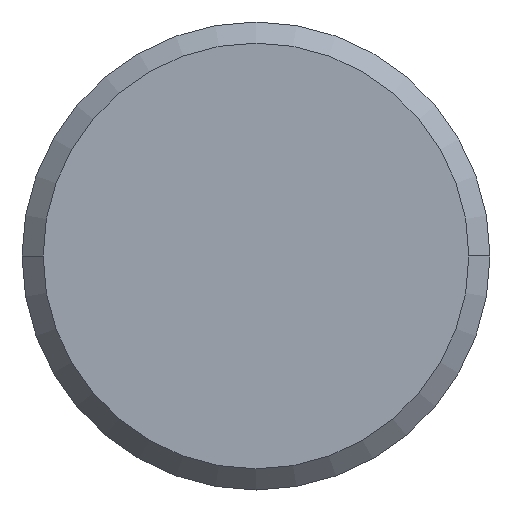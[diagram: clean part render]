
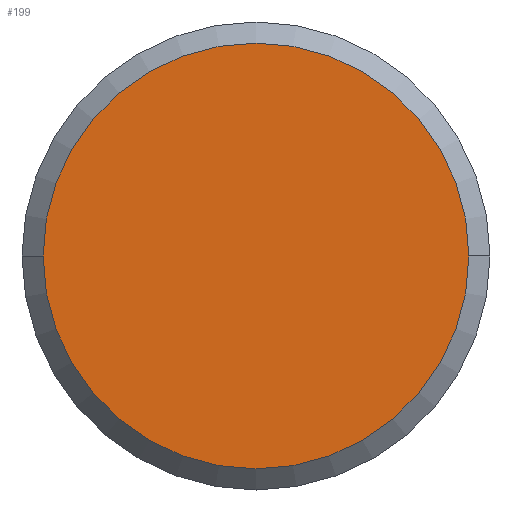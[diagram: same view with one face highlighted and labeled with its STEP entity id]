
A CAD part, front view. The second image highlights one B-rep face of the part: STEP entity #199.
In plain terms, the highlighted planar face has unit normal (0, -1, 0).
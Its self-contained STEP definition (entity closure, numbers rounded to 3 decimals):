
#187=EDGE_CURVE('',#257,#307,#522,.T.);
#199=ADVANCED_FACE('',(#537),#538,.T.);
#227=EDGE_CURVE('',#307,#257,#571,.T.);
#257=VERTEX_POINT('',#604);
#307=VERTEX_POINT('',#657);
#522=CIRCLE('',#885,5.459);
#537=FACE_OUTER_BOUND('',#902,.T.);
#538=PLANE('',#903);
#571=CIRCLE('',#956,5.459);
#604=CARTESIAN_POINT('',(5.459,-15.271,0.));
#657=CARTESIAN_POINT('',(-5.459,-15.271,0.0));
#885=AXIS2_PLACEMENT_3D('',#1480,#1481,#1482);
#902=EDGE_LOOP('',(#1511,#1512));
#903=AXIS2_PLACEMENT_3D('',#1513,#1514,#1515);
#956=AXIS2_PLACEMENT_3D('',#1566,#1567,#1568);
#1480=CARTESIAN_POINT('',(0.,-15.271,0.0));
#1481=DIRECTION('',(0.,1.0,0.0));
#1482=DIRECTION('',(-1.0,0.,0.0));
#1511=ORIENTED_EDGE('',*,*,#227,.F.);
#1512=ORIENTED_EDGE('',*,*,#187,.F.);
#1513=CARTESIAN_POINT('',(-2.729,-15.271,0.0));
#1514=DIRECTION('',(0.,-1.0,0.0));
#1515=DIRECTION('',(1.0,0.,0.0));
#1566=CARTESIAN_POINT('',(0.,-15.271,0.0));
#1567=DIRECTION('',(0.,1.0,0.0));
#1568=DIRECTION('',(-1.0,0.,0.0));
